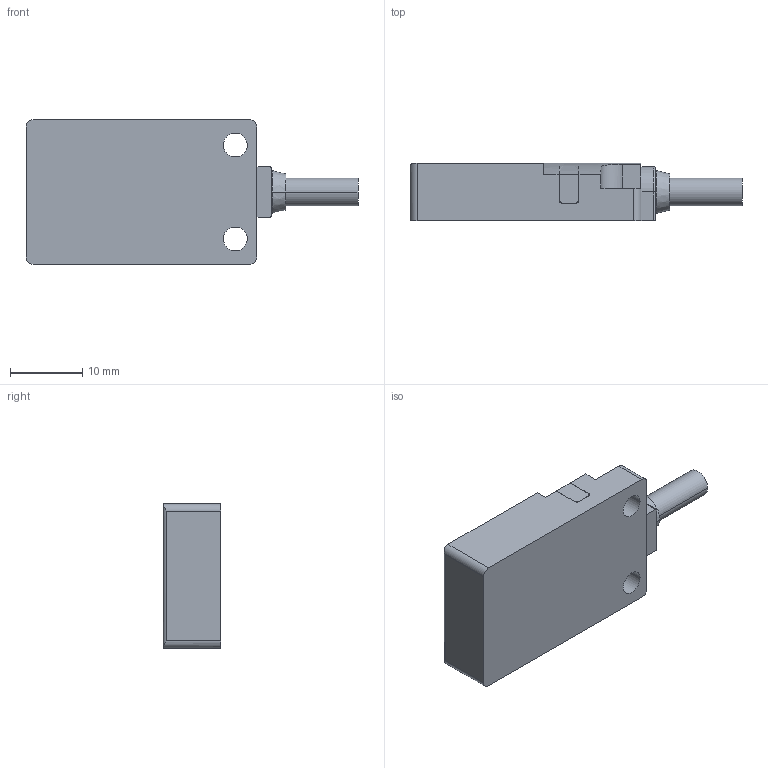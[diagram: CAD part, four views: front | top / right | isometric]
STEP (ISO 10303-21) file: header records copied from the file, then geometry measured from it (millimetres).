
FILE_DESCRIPTION((''),'2;1');
FILE_NAME('PRT0003','2014-04-09T',('creinig-se'),(''),'PRO/ENGINEER BY PARAMETRIC TECHNOLOGY CORPORATION, 2013050','PRO/ENGINEER BY PARAMETRIC TECHNOLOGY CORPORATION, 2013050','');
FILE_SCHEMA(('CONFIG_CONTROL_DESIGN'));
Length unit declared in the file: millimetre
Products named in the file (1): PRT0003
Bounding box: 46 x 8 x 20 mm (x, y, z)
Volume: 4838.2 mm3; surface area: 2590.6 mm2
Topology: 1 solids, 1 shells, 92 faces, 253 edges, 167 vertices
Faces by surface type: plane 47, cylinder 40, torus 3, cone 2
Entity records: 3896 total; most frequent: CARTESIAN_POINT 637, ORIENTED_EDGE 506, DIRECTION 501, PRESENTATION_STYLE_ASSIGNMENT 257, STYLED_ITEM 254, CURVE_STYLE 253, EDGE_CURVE 253, AXIS2_PLACEMENT_3D 176
